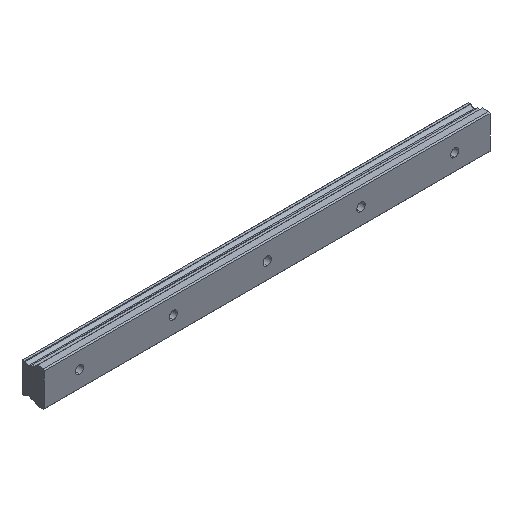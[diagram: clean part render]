
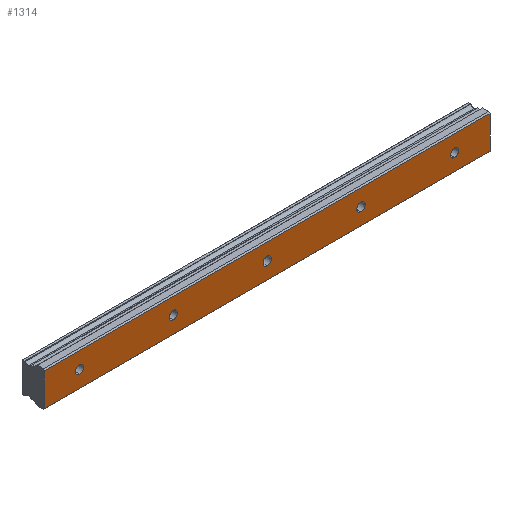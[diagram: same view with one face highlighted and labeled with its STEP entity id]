
A CAD part, isometric view. The second image highlights one B-rep face of the part: STEP entity #1314.
In plain terms, the highlighted planar face has unit normal (0, -1, 0).
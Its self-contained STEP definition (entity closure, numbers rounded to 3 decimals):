
#1 = CARTESIAN_POINT ( 'NONE',  ( 40., 0., 1.75 ) ) ;
#19 = ORIENTED_EDGE ( 'NONE', *, *, #948, .F. ) ;
#23 = EDGE_CURVE ( 'NONE', #1500, #101, #608, .T. ) ;
#36 = AXIS2_PLACEMENT_3D ( 'NONE', #455, #323, #314 ) ;
#38 = VECTOR ( 'NONE', #279, 1000. ) ;
#56 = DIRECTION ( 'NONE',  ( 0., 0., 1. ) ) ;
#80 = EDGE_CURVE ( 'NONE', #958, #317, #1438, .T. ) ;
#85 = VECTOR ( 'NONE', #1198, 1000. ) ;
#96 = EDGE_CURVE ( 'NONE', #1531, #858, #133, .T. ) ;
#100 = FACE_BOUND ( 'NONE', #820, .T. ) ;
#101 = VERTEX_POINT ( 'NONE', #1260 ) ;
#108 = CIRCLE ( 'NONE', #36, 1.75 ) ;
#130 = CARTESIAN_POINT ( 'NONE',  ( 80., 0., 0. ) ) ;
#133 = LINE ( 'NONE', #642, #38 ) ;
#138 = CIRCLE ( 'NONE', #761, 1.75 ) ;
#144 = CARTESIAN_POINT ( 'NONE',  ( 120., 0., 0. ) ) ;
#155 = EDGE_LOOP ( 'NONE', ( #564, #1054, #1256, #19 ) ) ;
#158 = EDGE_LOOP ( 'NONE', ( #983, #234 ) ) ;
#164 = AXIS2_PLACEMENT_3D ( 'NONE', #259, #745, #477 ) ;
#170 = DIRECTION ( 'NONE',  ( 0., 0., 1. ) ) ;
#171 = EDGE_CURVE ( 'NONE', #101, #1500, #138, .T. ) ;
#184 = DIRECTION ( 'NONE',  ( 0., -1., 0. ) ) ;
#191 = AXIS2_PLACEMENT_3D ( 'NONE', #949, #344, #1442 ) ;
#195 = CARTESIAN_POINT ( 'NONE',  ( -15., 0., -7. ) ) ;
#198 = DIRECTION ( 'NONE',  ( 0., 0., 1. ) ) ;
#222 = DIRECTION ( 'NONE',  ( 0., 0., 1. ) ) ;
#227 = VERTEX_POINT ( 'NONE', #195 ) ;
#230 = FACE_BOUND ( 'NONE', #1007, .T. ) ;
#234 = ORIENTED_EDGE ( 'NONE', *, *, #1068, .F. ) ;
#244 = AXIS2_PLACEMENT_3D ( 'NONE', #1109, #1484, #285 ) ;
#259 = CARTESIAN_POINT ( 'NONE',  ( 40., 0., 0. ) ) ;
#264 = DIRECTION ( 'NONE',  ( 0., 0., 1. ) ) ;
#268 = EDGE_CURVE ( 'NONE', #431, #501, #836, .T. ) ;
#279 = DIRECTION ( 'NONE',  ( 0., 0., -1. ) ) ;
#285 = DIRECTION ( 'NONE',  ( 0., 0., 1. ) ) ;
#295 = CIRCLE ( 'NONE', #706, 1.75 ) ;
#311 = CARTESIAN_POINT ( 'NONE',  ( 160., 0., 0. ) ) ;
#314 = DIRECTION ( 'NONE',  ( 0., 0., 1. ) ) ;
#317 = VERTEX_POINT ( 'NONE', #1052 ) ;
#323 = DIRECTION ( 'NONE',  ( 0., -1., 0. ) ) ;
#344 = DIRECTION ( 'NONE',  ( 0., -1., 0. ) ) ;
#349 = CIRCLE ( 'NONE', #1289, 1.75 ) ;
#363 = EDGE_CURVE ( 'NONE', #317, #958, #295, .T. ) ;
#377 = VECTOR ( 'NONE', #896, 1000. ) ;
#401 = DIRECTION ( 'NONE',  ( 0., 1., 0. ) ) ;
#409 = CARTESIAN_POINT ( 'NONE',  ( -15., 0., 7. ) ) ;
#417 = CARTESIAN_POINT ( 'NONE',  ( 120., 0., 1.75 ) ) ;
#418 = PLANE ( 'NONE',  #713 ) ;
#431 = VERTEX_POINT ( 'NONE', #725 ) ;
#438 = ORIENTED_EDGE ( 'NONE', *, *, #23, .F. ) ;
#455 = CARTESIAN_POINT ( 'NONE',  ( 120., 0., 0. ) ) ;
#472 = EDGE_CURVE ( 'NONE', #1323, #1531, #491, .T. ) ;
#473 = CARTESIAN_POINT ( 'NONE',  ( 175., 0., -7. ) ) ;
#476 = FACE_BOUND ( 'NONE', #548, .T. ) ;
#477 = DIRECTION ( 'NONE',  ( 0., 0., 1. ) ) ;
#491 = LINE ( 'NONE', #1071, #85 ) ;
#501 = VERTEX_POINT ( 'NONE', #769 ) ;
#503 = EDGE_CURVE ( 'NONE', #584, #659, #349, .T. ) ;
#523 = LINE ( 'NONE', #409, #377 ) ;
#526 = CARTESIAN_POINT ( 'NONE',  ( -15., 0., 7. ) ) ;
#537 = VERTEX_POINT ( 'NONE', #1468 ) ;
#547 = CARTESIAN_POINT ( 'NONE',  ( 175., 0., -7. ) ) ;
#548 = EDGE_LOOP ( 'NONE', ( #1220, #1365 ) ) ;
#563 = CARTESIAN_POINT ( 'NONE',  ( 80., 0., 1.75 ) ) ;
#564 = ORIENTED_EDGE ( 'NONE', *, *, #1053, .F. ) ;
#572 = ORIENTED_EDGE ( 'NONE', *, *, #80, .F. ) ;
#578 = LINE ( 'NONE', #547, #606 ) ;
#584 = VERTEX_POINT ( 'NONE', #417 ) ;
#606 = VECTOR ( 'NONE', #798, 1000. ) ;
#608 = CIRCLE ( 'NONE', #164, 1.75 ) ;
#613 = ORIENTED_EDGE ( 'NONE', *, *, #363, .F. ) ;
#639 = CARTESIAN_POINT ( 'NONE',  ( 160., 0., 1.75 ) ) ;
#642 = CARTESIAN_POINT ( 'NONE',  ( 175., 0., 7. ) ) ;
#659 = VERTEX_POINT ( 'NONE', #1180 ) ;
#701 = EDGE_LOOP ( 'NONE', ( #572, #613 ) ) ;
#706 = AXIS2_PLACEMENT_3D ( 'NONE', #311, #184, #222 ) ;
#711 = CIRCLE ( 'NONE', #191, 1.75 ) ;
#713 = AXIS2_PLACEMENT_3D ( 'NONE', #770, #401, #170 ) ;
#725 = CARTESIAN_POINT ( 'NONE',  ( 0., 0., -1.75 ) ) ;
#745 = DIRECTION ( 'NONE',  ( 0., -1., 0. ) ) ;
#761 = AXIS2_PLACEMENT_3D ( 'NONE', #1497, #1486, #1478 ) ;
#769 = CARTESIAN_POINT ( 'NONE',  ( 0., 0., 1.75 ) ) ;
#770 = CARTESIAN_POINT ( 'NONE',  ( 175., 0., 7. ) ) ;
#798 = DIRECTION ( 'NONE',  ( -1., 0., 0. ) ) ;
#819 = DIRECTION ( 'NONE',  ( 0., -1., 0. ) ) ;
#820 = EDGE_LOOP ( 'NONE', ( #1302, #1395 ) ) ;
#836 = CIRCLE ( 'NONE', #959, 1.75 ) ;
#854 = DIRECTION ( 'NONE',  ( 0., 0., 1. ) ) ;
#858 = VERTEX_POINT ( 'NONE', #473 ) ;
#889 = CIRCLE ( 'NONE', #1082, 1.75 ) ;
#896 = DIRECTION ( 'NONE',  ( 0., 0., 1. ) ) ;
#902 = EDGE_CURVE ( 'NONE', #1129, #537, #711, .T. ) ;
#948 = EDGE_CURVE ( 'NONE', #227, #1323, #523, .T. ) ;
#949 = CARTESIAN_POINT ( 'NONE',  ( 80., 0., 0. ) ) ;
#955 = FACE_BOUND ( 'NONE', #701, .T. ) ;
#958 = VERTEX_POINT ( 'NONE', #639 ) ;
#959 = AXIS2_PLACEMENT_3D ( 'NONE', #1275, #819, #56 ) ;
#981 = CARTESIAN_POINT ( 'NONE',  ( 175., 0., 7. ) ) ;
#983 = ORIENTED_EDGE ( 'NONE', *, *, #503, .F. ) ;
#989 = CIRCLE ( 'NONE', #244, 1.75 ) ;
#1007 = EDGE_LOOP ( 'NONE', ( #438, #1295 ) ) ;
#1043 = EDGE_CURVE ( 'NONE', #537, #1129, #889, .T. ) ;
#1052 = CARTESIAN_POINT ( 'NONE',  ( 160., 0., -1.75 ) ) ;
#1053 = EDGE_CURVE ( 'NONE', #858, #227, #578, .T. ) ;
#1054 = ORIENTED_EDGE ( 'NONE', *, *, #96, .F. ) ;
#1068 = EDGE_CURVE ( 'NONE', #659, #584, #108, .T. ) ;
#1071 = CARTESIAN_POINT ( 'NONE',  ( 175., 0., 7. ) ) ;
#1082 = AXIS2_PLACEMENT_3D ( 'NONE', #130, #1105, #198 ) ;
#1105 = DIRECTION ( 'NONE',  ( 0., -1., 0. ) ) ;
#1109 = CARTESIAN_POINT ( 'NONE',  ( 0., 0., 0. ) ) ;
#1129 = VERTEX_POINT ( 'NONE', #563 ) ;
#1132 = AXIS2_PLACEMENT_3D ( 'NONE', #1334, #1451, #854 ) ;
#1180 = CARTESIAN_POINT ( 'NONE',  ( 120., 0., -1.75 ) ) ;
#1198 = DIRECTION ( 'NONE',  ( 1., 0., 0. ) ) ;
#1220 = ORIENTED_EDGE ( 'NONE', *, *, #1400, .F. ) ;
#1250 = DIRECTION ( 'NONE',  ( 0., -1., 0. ) ) ;
#1256 = ORIENTED_EDGE ( 'NONE', *, *, #472, .F. ) ;
#1260 = CARTESIAN_POINT ( 'NONE',  ( 40., 0., -1.75 ) ) ;
#1275 = CARTESIAN_POINT ( 'NONE',  ( 0., 0., 0. ) ) ;
#1289 = AXIS2_PLACEMENT_3D ( 'NONE', #144, #1250, #264 ) ;
#1295 = ORIENTED_EDGE ( 'NONE', *, *, #171, .F. ) ;
#1302 = ORIENTED_EDGE ( 'NONE', *, *, #902, .F. ) ;
#1314 = ADVANCED_FACE ( 'NONE', ( #1558, #476, #955, #1436, #100, #230 ), #418, .F. ) ;
#1323 = VERTEX_POINT ( 'NONE', #526 ) ;
#1334 = CARTESIAN_POINT ( 'NONE',  ( 160., 0., 0. ) ) ;
#1365 = ORIENTED_EDGE ( 'NONE', *, *, #268, .F. ) ;
#1395 = ORIENTED_EDGE ( 'NONE', *, *, #1043, .F. ) ;
#1400 = EDGE_CURVE ( 'NONE', #501, #431, #989, .T. ) ;
#1436 = FACE_BOUND ( 'NONE', #158, .T. ) ;
#1438 = CIRCLE ( 'NONE', #1132, 1.75 ) ;
#1442 = DIRECTION ( 'NONE',  ( 0., 0., 1. ) ) ;
#1451 = DIRECTION ( 'NONE',  ( 0., -1., 0. ) ) ;
#1468 = CARTESIAN_POINT ( 'NONE',  ( 80., 0., -1.75 ) ) ;
#1478 = DIRECTION ( 'NONE',  ( 0., 0., 1. ) ) ;
#1484 = DIRECTION ( 'NONE',  ( 0., -1., 0. ) ) ;
#1486 = DIRECTION ( 'NONE',  ( 0., -1., 0. ) ) ;
#1497 = CARTESIAN_POINT ( 'NONE',  ( 40., 0., 0. ) ) ;
#1500 = VERTEX_POINT ( 'NONE', #1 ) ;
#1531 = VERTEX_POINT ( 'NONE', #981 ) ;
#1558 = FACE_OUTER_BOUND ( 'NONE', #155, .T. ) ;
